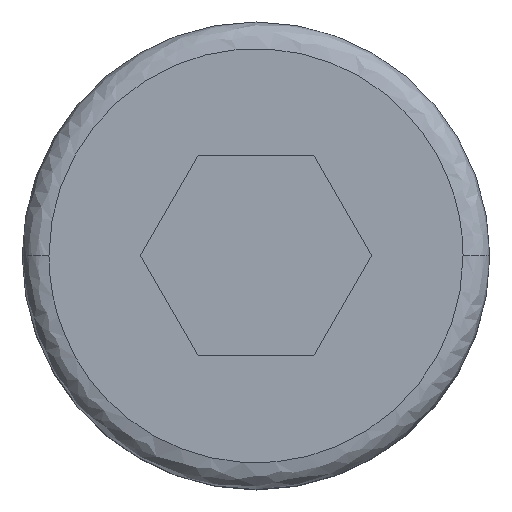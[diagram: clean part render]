
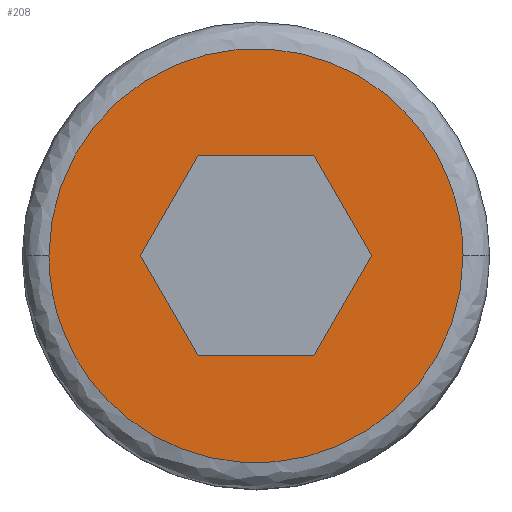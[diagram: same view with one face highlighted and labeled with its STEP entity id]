
A CAD part, top view. The second image highlights one B-rep face of the part: STEP entity #208.
In plain terms, the highlighted planar face has unit normal (0, 0, 1).
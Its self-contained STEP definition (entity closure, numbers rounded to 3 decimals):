
#1 = DIRECTION ( 'NONE',  ( 1., 0., 0. ) ) ;
#5 = VECTOR ( 'NONE', #562, 1000. ) ;
#17 = EDGE_LOOP ( 'NONE', ( #544, #40 ) ) ;
#18 = EDGE_CURVE ( 'NONE', #406, #248, #307, .T. ) ;
#29 = CARTESIAN_POINT ( 'NONE',  ( -3.1, 0., 4. ) ) ;
#32 = EDGE_CURVE ( 'NONE', #390, #406, #33, .T. ) ;
#33 = LINE ( 'NONE', #118, #5 ) ;
#40 = ORIENTED_EDGE ( 'NONE', *, *, #274, .F. ) ;
#49 = EDGE_LOOP ( 'NONE', ( #166, #485, #465, #508, #584, #387 ) ) ;
#51 = EDGE_CURVE ( 'NONE', #542, #193, #606, .T. ) ;
#54 = LINE ( 'NONE', #227, #572 ) ;
#70 = CARTESIAN_POINT ( 'NONE',  ( -1.732, 0., 4. ) ) ;
#88 = CARTESIAN_POINT ( 'NONE',  ( -0.866, -1.5, 4. ) ) ;
#102 = CARTESIAN_POINT ( 'NONE',  ( 1.732, 0., 4. ) ) ;
#105 = CARTESIAN_POINT ( 'NONE',  ( 3.1, -6.2, 4. ) ) ;
#106 = CARTESIAN_POINT ( 'NONE',  ( 0.866, -1.5, 4. ) ) ;
#115 = VECTOR ( 'NONE', #1, 1000. ) ;
#118 = CARTESIAN_POINT ( 'NONE',  ( 1.299, -0.75, 4. ) ) ;
#142 =( BOUNDED_CURVE ( )  B_SPLINE_CURVE ( 3, ( #206, #105, #158, #311 ),
 .UNSPECIFIED., .F., .F. ) 
 B_SPLINE_CURVE_WITH_KNOTS ( ( 4, 4 ),
 ( 0., 0.5 ),
 .UNSPECIFIED. ) 
 CURVE ( )  GEOMETRIC_REPRESENTATION_ITEM ( )  RATIONAL_B_SPLINE_CURVE ( ( 1., 0.333, 0.333, 1. ) ) 
 REPRESENTATION_ITEM ( '' )  );
#158 = CARTESIAN_POINT ( 'NONE',  ( -3.1, -6.2, 4. ) ) ;
#166 = ORIENTED_EDGE ( 'NONE', *, *, #536, .T. ) ;
#177 = CARTESIAN_POINT ( 'NONE',  ( 0.866, 1.5, 4. ) ) ;
#179 = CARTESIAN_POINT ( 'NONE',  ( 1.55, 0., 4. ) ) ;
#187 = DIRECTION ( 'NONE',  ( -0.5, 0.866, 0. ) ) ;
#193 = VERTEX_POINT ( 'NONE', #177 ) ;
#196 = CARTESIAN_POINT ( 'NONE',  ( 3.1, 0., 4. ) ) ;
#206 = CARTESIAN_POINT ( 'NONE',  ( 3.1, 0., 4. ) ) ;
#208 = ADVANCED_FACE ( 'NONE', ( #543, #389 ), #473, .T. ) ;
#221 = VERTEX_POINT ( 'NONE', #528 ) ;
#227 = CARTESIAN_POINT ( 'NONE',  ( 1.299, 0.75, 4. ) ) ;
#235 = DIRECTION ( 'NONE',  ( 0.5, -0.866, 0. ) ) ;
#248 = VERTEX_POINT ( 'NONE', #88 ) ;
#254 =( BOUNDED_CURVE ( )  B_SPLINE_CURVE ( 3, ( #29, #331, #585, #196 ),
 .UNSPECIFIED., .F., .F. ) 
 B_SPLINE_CURVE_WITH_KNOTS ( ( 4, 4 ),
 ( 0.5, 1. ),
 .UNSPECIFIED. ) 
 CURVE ( )  GEOMETRIC_REPRESENTATION_ITEM ( )  RATIONAL_B_SPLINE_CURVE ( ( 1., 0.333, 0.333, 1. ) ) 
 REPRESENTATION_ITEM ( '' )  );
#273 = VECTOR ( 'NONE', #187, 1000. ) ;
#274 = EDGE_CURVE ( 'NONE', #635, #357, #254, .T. ) ;
#307 = LINE ( 'NONE', #315, #412 ) ;
#311 = CARTESIAN_POINT ( 'NONE',  ( -3.1, 0., 4. ) ) ;
#315 = CARTESIAN_POINT ( 'NONE',  ( 0., -1.5, 4. ) ) ;
#331 = CARTESIAN_POINT ( 'NONE',  ( -3.1, 6.2, 4. ) ) ;
#348 = CARTESIAN_POINT ( 'NONE',  ( 3.1, 0., 4. ) ) ;
#353 = CARTESIAN_POINT ( 'NONE',  ( -1.299, -0.75, 4. ) ) ;
#357 = VERTEX_POINT ( 'NONE', #348 ) ;
#365 = LINE ( 'NONE', #70, #381 ) ;
#381 = VECTOR ( 'NONE', #471, 1000. ) ;
#387 = ORIENTED_EDGE ( 'NONE', *, *, #18, .T. ) ;
#389 = FACE_BOUND ( 'NONE', #49, .T. ) ;
#390 = VERTEX_POINT ( 'NONE', #102 ) ;
#394 = EDGE_CURVE ( 'NONE', #357, #635, #142, .T. ) ;
#403 = AXIS2_PLACEMENT_3D ( 'NONE', #179, #573, #578 ) ;
#406 = VERTEX_POINT ( 'NONE', #106 ) ;
#412 = VECTOR ( 'NONE', #504, 1000. ) ;
#465 = ORIENTED_EDGE ( 'NONE', *, *, #51, .T. ) ;
#471 = DIRECTION ( 'NONE',  ( 0.5, 0.866, 0. ) ) ;
#473 = PLANE ( 'NONE',  #403 ) ;
#485 = ORIENTED_EDGE ( 'NONE', *, *, #571, .T. ) ;
#501 = CARTESIAN_POINT ( 'NONE',  ( 0., 1.5, 4. ) ) ;
#504 = DIRECTION ( 'NONE',  ( -1., 0., 0. ) ) ;
#508 = ORIENTED_EDGE ( 'NONE', *, *, #608, .T. ) ;
#522 = CARTESIAN_POINT ( 'NONE',  ( -0.866, 1.5, 4. ) ) ;
#528 = CARTESIAN_POINT ( 'NONE',  ( -1.732, 0., 4. ) ) ;
#536 = EDGE_CURVE ( 'NONE', #248, #221, #601, .T. ) ;
#542 = VERTEX_POINT ( 'NONE', #522 ) ;
#543 = FACE_OUTER_BOUND ( 'NONE', #17, .T. ) ;
#544 = ORIENTED_EDGE ( 'NONE', *, *, #394, .F. ) ;
#562 = DIRECTION ( 'NONE',  ( -0.5, -0.866, 0. ) ) ;
#570 = CARTESIAN_POINT ( 'NONE',  ( -3.1, 0., 4. ) ) ;
#571 = EDGE_CURVE ( 'NONE', #221, #542, #365, .T. ) ;
#572 = VECTOR ( 'NONE', #235, 1000. ) ;
#573 = DIRECTION ( 'NONE',  ( 0., 0., 1. ) ) ;
#578 = DIRECTION ( 'NONE',  ( 1., 0., 0. ) ) ;
#584 = ORIENTED_EDGE ( 'NONE', *, *, #32, .T. ) ;
#585 = CARTESIAN_POINT ( 'NONE',  ( 3.1, 6.2, 4. ) ) ;
#601 = LINE ( 'NONE', #353, #273 ) ;
#606 = LINE ( 'NONE', #501, #115 ) ;
#608 = EDGE_CURVE ( 'NONE', #193, #390, #54, .T. ) ;
#635 = VERTEX_POINT ( 'NONE', #570 ) ;
